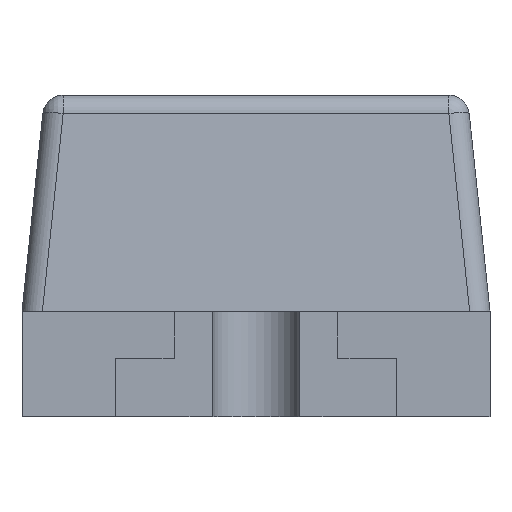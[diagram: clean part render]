
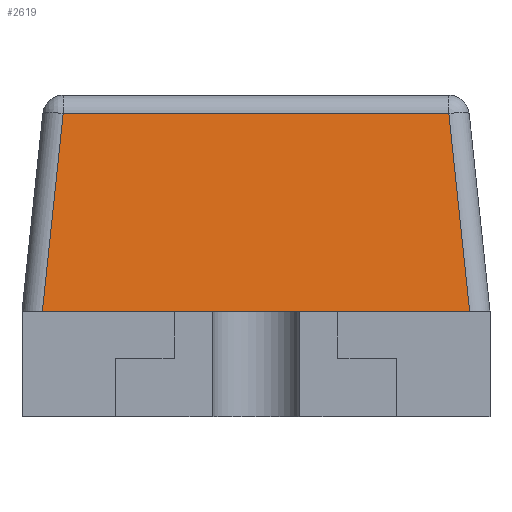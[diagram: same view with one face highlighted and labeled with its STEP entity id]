
A CAD part, left-side view. The second image highlights one B-rep face of the part: STEP entity #2619.
In plain terms, the highlighted planar face has unit normal (-0.995, 0, 0.104).
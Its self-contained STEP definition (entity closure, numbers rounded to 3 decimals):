
#100 = CARTESIAN_POINT ( 'NONE',  ( -0.6, 0.365, 0.18 ) ) ;
#238 = PLANE ( 'NONE',  #2690 ) ;
#372 = DIRECTION ( 'NONE',  ( 0.104, 0.104, 0.989 ) ) ;
#421 = ORIENTED_EDGE ( 'NONE', *, *, #2866, .T. ) ;
#428 = CARTESIAN_POINT ( 'NONE',  ( -0.564, 0.361, 0.519 ) ) ;
#503 = CARTESIAN_POINT ( 'NONE',  ( -0.564, 0.33, 0.519 ) ) ;
#507 = CARTESIAN_POINT ( 'NONE',  ( -0.564, -0.33, 0.519 ) ) ;
#660 = VERTEX_POINT ( 'NONE', #507 ) ;
#687 = DIRECTION ( 'NONE',  ( 0., -1., 0. ) ) ;
#704 = LINE ( 'NONE', #428, #1645 ) ;
#713 = VERTEX_POINT ( 'NONE', #100 ) ;
#736 = LINE ( 'NONE', #1469, #1478 ) ;
#809 = CARTESIAN_POINT ( 'NONE',  ( -0.6, 0., 0.18 ) ) ;
#847 = ORIENTED_EDGE ( 'NONE', *, *, #2215, .T. ) ;
#922 = CARTESIAN_POINT ( 'NONE',  ( -0.596, -0.361, 0.218 ) ) ;
#960 = CARTESIAN_POINT ( 'NONE',  ( -0.6, -0.365, 0.18 ) ) ;
#1427 = ORIENTED_EDGE ( 'NONE', *, *, #2441, .T. ) ;
#1469 = CARTESIAN_POINT ( 'NONE',  ( -0.6, 0., 0.18 ) ) ;
#1478 = VECTOR ( 'NONE', #687, 1000. ) ;
#1601 = CARTESIAN_POINT ( 'NONE',  ( -0.6, 0.366, 0.176 ) ) ;
#1631 = DIRECTION ( 'NONE',  ( 0.105, 0., 0.995 ) ) ;
#1645 = VECTOR ( 'NONE', #2274, 1000. ) ;
#1713 = VECTOR ( 'NONE', #372, 1000. ) ;
#2069 = ORIENTED_EDGE ( 'NONE', *, *, #2630, .T. ) ;
#2135 = LINE ( 'NONE', #1601, #2251 ) ;
#2215 = EDGE_CURVE ( 'NONE', #660, #2325, #704, .T. ) ;
#2251 = VECTOR ( 'NONE', #2682, 1000. ) ;
#2274 = DIRECTION ( 'NONE',  ( 0., 1., 0. ) ) ;
#2325 = VERTEX_POINT ( 'NONE', #503 ) ;
#2358 = VERTEX_POINT ( 'NONE', #960 ) ;
#2425 = DIRECTION ( 'NONE',  ( -0.995, 0., 0.105 ) ) ;
#2441 = EDGE_CURVE ( 'NONE', #713, #2358, #736, .T. ) ;
#2558 = EDGE_LOOP ( 'NONE', ( #847, #2069, #1427, #421 ) ) ;
#2619 = ADVANCED_FACE ( 'NONE', ( #3116 ), #238, .T. ) ;
#2630 = EDGE_CURVE ( 'NONE', #2325, #713, #2135, .T. ) ;
#2682 = DIRECTION ( 'NONE',  ( -0.104, 0.104, -0.989 ) ) ;
#2690 = AXIS2_PLACEMENT_3D ( 'NONE', #809, #2425, #1631 ) ;
#2866 = EDGE_CURVE ( 'NONE', #2358, #660, #2972, .T. ) ;
#2972 = LINE ( 'NONE', #922, #1713 ) ;
#3116 = FACE_OUTER_BOUND ( 'NONE', #2558, .T. ) ;
